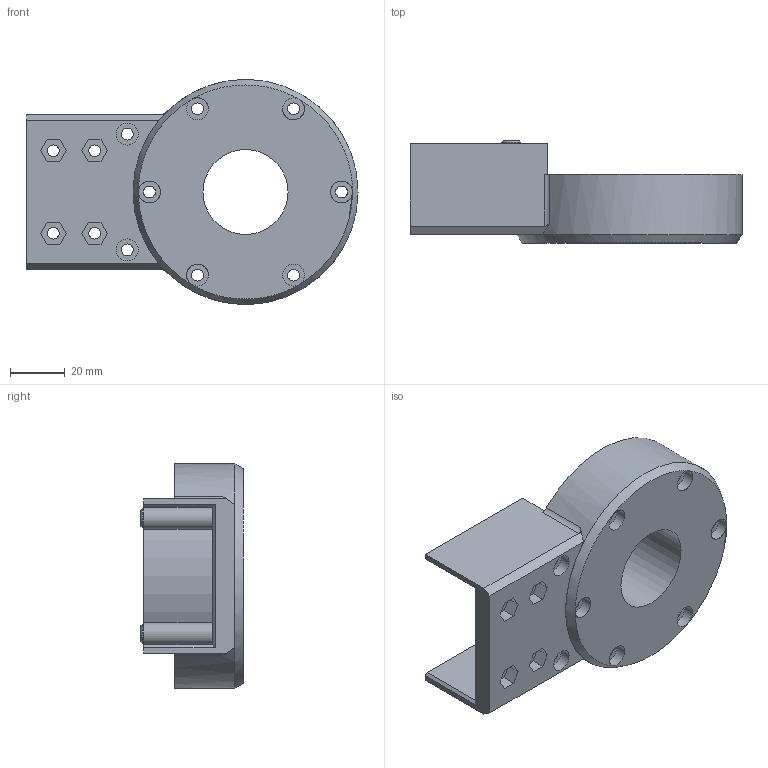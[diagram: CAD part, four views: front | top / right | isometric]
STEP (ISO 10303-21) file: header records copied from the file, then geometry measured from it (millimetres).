
FILE_DESCRIPTION(/* description */ (''),/* implementation_level */ '2;1');
FILE_NAME(/* name */ 'Fixed_Link_Fixation_Large.step',/* time_stamp */ '2025-04-08T01:57:10+02:00',/* author */ ('rocke'),/* organization */ (''),/* preprocessor_version */ 'ST-DEVELOPER v18.1',/* originating_system */ 'Autodesk Inventor 2021',/* authorisation */ '');
FILE_SCHEMA (('AUTOMOTIVE_DESIGN { 1 0 10303 214 3 1 1 }'));
Length unit declared in the file: millimetre
Products named in the file (1): Fixed_Link_Fixation_Large
Bounding box: 121 x 37.3 x 82 mm (x, y, z)
Volume: 140278.4 mm3; surface area: 32852.3 mm2
Topology: 1 solids, 1 shells, 86 faces, 230 edges, 154 vertices
Faces by surface type: plane 53, cylinder 30, cone 3
Full cylindrical faces by diameter (mm): 4.3 x12, 6.8 x2, 8 x8, 31 x1, 82 x1
Entity records: 2815 total; most frequent: DIRECTION 496, CARTESIAN_POINT 471, ORIENTED_EDGE 460, EDGE_CURVE 230, AXIS2_PLACEMENT_3D 179, VERTEX_POINT 154, LINE 138, VECTOR 138
